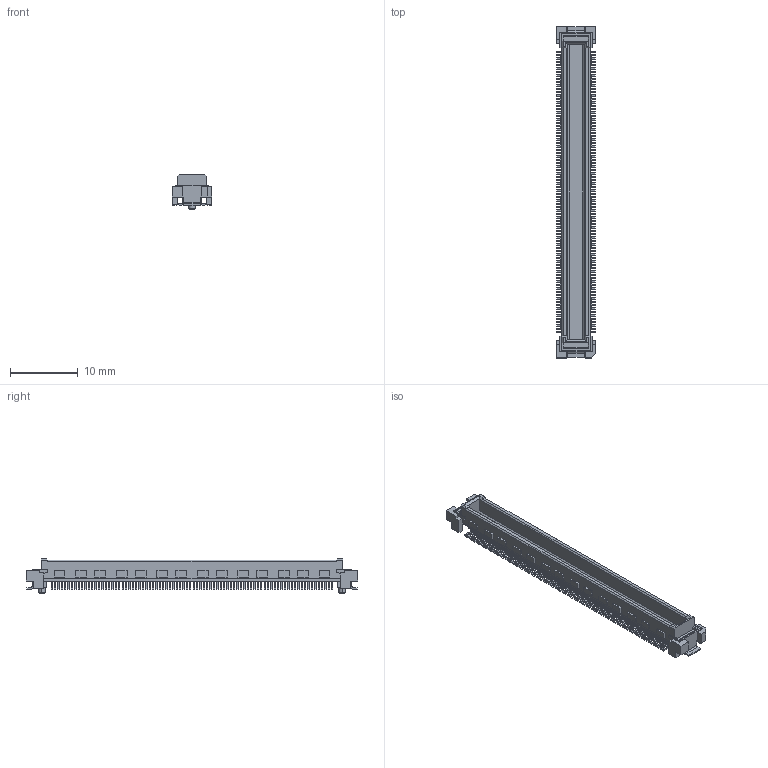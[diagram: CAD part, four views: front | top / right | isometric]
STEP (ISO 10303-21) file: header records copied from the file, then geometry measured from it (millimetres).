
FILE_DESCRIPTION(('CoCreate Modeling STEP Export'),'2;1');
FILE_NAME('FX10A-168P-SV1.stp','2010-03-02T11:54:12',(''),(''),'CoCreate Modeling STEP processor for AP214 (Solid Model)','CoCreate Modeling 16.00B 02-Dec-2008 (C) Parametric Technology GmbH','');
FILE_SCHEMA(('AUTOMOTIVE_DESIGN { 1 0 10303 214 1 1 1 1 }'));
Products named in the file (1): FX10A-168P-SV1
Bounding box: 5.9 x 49.1 x 5.1 mm (x, y, z)
Volume: 382.6 mm3; surface area: 1398.5 mm2
Topology: 1 solids, 1 shells, 2542 faces, 6997 edges, 4650 vertices
Faces by surface type: plane 2186, cylinder 352, cone 4
Entity records: 79460 total; most frequent: CARTESIAN_POINT 14125, ORIENTED_EDGE 13994, DIRECTION 12691, EDGE_CURVE 6997, VECTOR 6259, LINE 6259, VERTEX_POINT 4650, AXIS2_PLACEMENT_3D 3216
